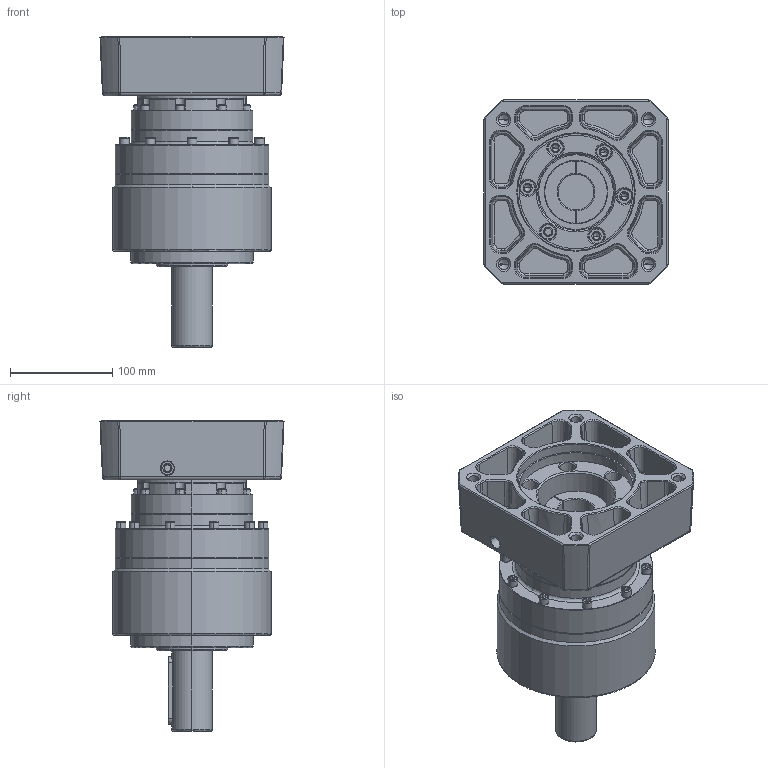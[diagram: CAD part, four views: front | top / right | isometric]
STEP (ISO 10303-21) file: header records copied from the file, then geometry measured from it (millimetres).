
FILE_DESCRIPTION (( 'STEP AP214' ), '1' );
FILE_NAME ('PE155-L2-35-114.3-200M12.STEP', '2024-01-06T05:36:56', ( 'admin' ), ( '' ), 'SwSTEP 2.0', 'SolidWorks 2013', '' );
FILE_SCHEMA (( 'AUTOMOTIVE_DESIGN' ));
Length unit declared in the file: millimetre
Products named in the file (4): PE155_X2_8F9351FA7AEF_X0_; PB115-114.3-200M12-82; PB142-L2_X2_58F34F537AEF_X0_; PE155-L2-35-114.3-200M12
Assembly tree (3 placements, depth 2):
  PE155-L2-35-114.3-200M12
    PB142-L2_X2_58F34F537AEF_X0_
    PB115-114.3-200M12-82
    PE155_X2_8F9351FA7AEF_X0_
Bounding box: 180 x 180 x 304 mm (x, y, z)
Volume: 3634448.9 mm3; surface area: 347418.8 mm2
Topology: 3 solids, 3 shells, 950 faces, 2325 edges, 1384 vertices
Faces by surface type: cone 378, plane 282, cylinder 201, bspline 89
Entity records: 41779 total; most frequent: CARTESIAN_POINT 9455, DIRECTION 4642, ORIENTED_EDGE 4454, EDGE_CURVE 2227, AXIS2_PLACEMENT_3D 1771, VERTEX_POINT 1378, VECTOR 1100, LINE 1100
